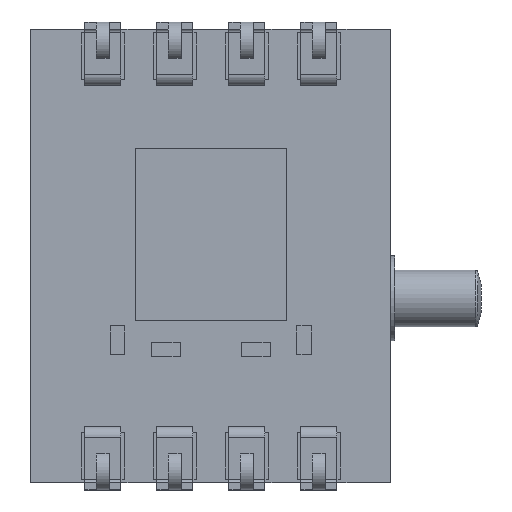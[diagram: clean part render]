
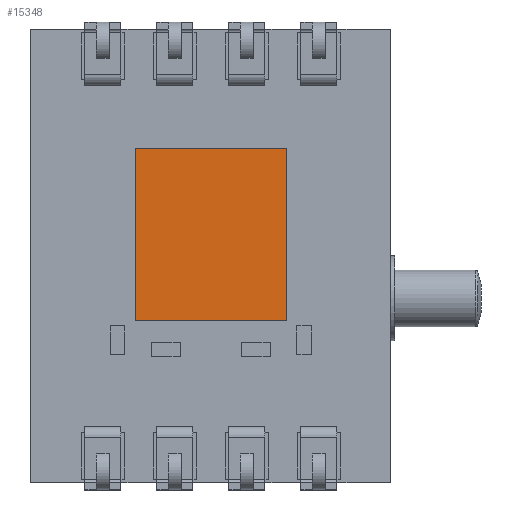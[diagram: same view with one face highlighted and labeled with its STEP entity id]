
A CAD part, front view. The second image highlights one B-rep face of the part: STEP entity #15348.
In plain terms, the highlighted planar face has unit normal (0, -1, 0).
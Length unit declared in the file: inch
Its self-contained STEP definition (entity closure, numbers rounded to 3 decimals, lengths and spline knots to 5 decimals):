
#174 = ORIENTED_EDGE ( 'NONE', *, *, #7442, .T. ) ;
#175 = ORIENTED_EDGE ( 'NONE', *, *, #7434, .T. ) ;
#176 = ORIENTED_EDGE ( 'NONE', *, *, #7437, .T. ) ;
#177 = ORIENTED_EDGE ( 'NONE', *, *, #7429, .T. ) ;
#2330 = EDGE_LOOP ( 'NONE', ( #177, #176, #175, #174 ) ) ;
#3720 = VERTEX_POINT ( 'NONE', #8292 ) ;
#3728 = VERTEX_POINT ( 'NONE', #8282 ) ;
#3729 = VERTEX_POINT ( 'NONE', #8281 ) ;
#3744 = VERTEX_POINT ( 'NONE', #8263 ) ;
#4262 = FACE_OUTER_BOUND ( 'NONE', #2330, .T. ) ;
#4336 = LINE ( 'NONE', #11206, #4545 ) ;
#4518 = VECTOR ( 'NONE', #11237, 39.37008 ) ;
#4519 = LINE ( 'NONE', #11236, #4518 ) ;
#4528 = VECTOR ( 'NONE', #11227, 39.37008 ) ;
#4529 = LINE ( 'NONE', #11226, #4528 ) ;
#4535 = VECTOR ( 'NONE', #11221, 39.37008 ) ;
#4545 = VECTOR ( 'NONE', #11211, 39.37008 ) ;
#4548 = LINE ( 'NONE', #11212, #4535 ) ;
#7429 = EDGE_CURVE ( 'NONE', #3720, #3729, #4336, .T. ) ;
#7434 = EDGE_CURVE ( 'NONE', #3728, #3744, #4548, .T. ) ;
#7437 = EDGE_CURVE ( 'NONE', #3729, #3728, #4529, .T. ) ;
#7442 = EDGE_CURVE ( 'NONE', #3744, #3720, #4519, .T. ) ;
#8141 = AXIS2_PLACEMENT_3D ( 'NONE', #14695, #14705, #14706 ) ;
#8263 = CARTESIAN_POINT ( 'NONE',  ( 0.105, -0.09173, 0.15 ) ) ;
#8281 = CARTESIAN_POINT ( 'NONE',  ( -0.105, -0.09173, -0.09 ) ) ;
#8282 = CARTESIAN_POINT ( 'NONE',  ( 0.105, -0.09173, -0.09 ) ) ;
#8292 = CARTESIAN_POINT ( 'NONE',  ( -0.105, -0.09173, 0.15 ) ) ;
#11206 = CARTESIAN_POINT ( 'NONE',  ( -0.105, -0.09173, -0.09 ) ) ;
#11211 = DIRECTION ( 'NONE',  ( 0., 0., -1. ) ) ;
#11212 = CARTESIAN_POINT ( 'NONE',  ( 0.105, -0.09173, -0.09 ) ) ;
#11221 = DIRECTION ( 'NONE',  ( 0., 0., 1. ) ) ;
#11226 = CARTESIAN_POINT ( 'NONE',  ( 0.105, -0.09173, -0.09 ) ) ;
#11227 = DIRECTION ( 'NONE',  ( 1., 0., 0. ) ) ;
#11236 = CARTESIAN_POINT ( 'NONE',  ( 0.105, -0.09173, 0.15 ) ) ;
#11237 = DIRECTION ( 'NONE',  ( -1., 0., 0. ) ) ;
#14695 = CARTESIAN_POINT ( 'NONE',  ( -0.105, -0.09173, 0.15 ) ) ;
#14700 = PLANE ( 'NONE',  #8141 ) ;
#14705 = DIRECTION ( 'NONE',  ( 0., -1., 0. ) ) ;
#14706 = DIRECTION ( 'NONE',  ( 0., 0., -1. ) ) ;
#15348 = ADVANCED_FACE ( 'NONE', ( #4262 ), #14700, .T. ) ;
